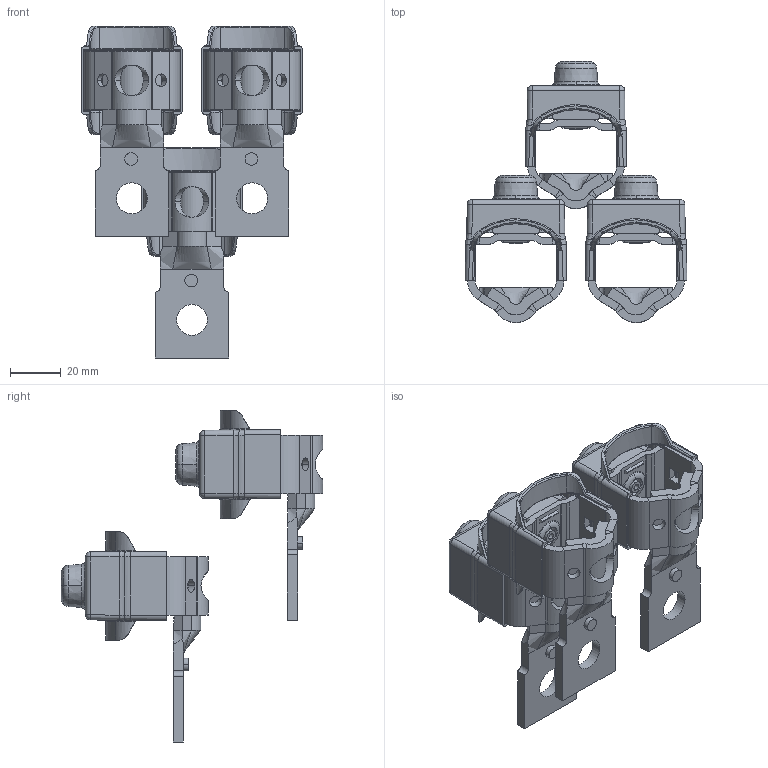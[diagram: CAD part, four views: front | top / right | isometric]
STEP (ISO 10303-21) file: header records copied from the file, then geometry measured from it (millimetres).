
FILE_DESCRIPTION((''),'2;1');
FILE_NAME('1SEB621779_ASM','2020-08-05T13:57:05',('FIALPRI1'),(''),'CREO PARAMETRIC BY PTC INC, 2019164','CREO PARAMETRIC BY PTC INC, 2019164','');
FILE_SCHEMA(('AUTOMOTIVE_DESIGN { 1 0 10303 214 1 1 1 1 }'));
Products named in the file (8): 1SEP408111_F; 1SEP621559R0001_B_857; 1SEP621559R0001_B_1175_AF0; 1SEP621559R0001_B_1594; 1SEP621559R0001_B_946; 1SEP621559R0001_B_ASM; 1SEP621630P0001_B; 1SEB621779_ASM
Assembly tree (13 placements, depth 3):
  1SEB621779_ASM
    1SEP408111_F  x3
    1SEP621559R0001_B_ASM  x3
      1SEP621559R0001_B_857
      1SEP621559R0001_B_1175_AF0
      1SEP621559R0001_B_1594
      1SEP621559R0001_B_946
    1SEP621630P0001_B  x3
Bounding box: 87.34 x 102.99 x 130.8 mm (x, y, z)
Volume: 63922.5 mm3; surface area: 75399 mm2
Topology: 15 solids, 21 shells, 5913 faces, 18324 edges, 12852 vertices
Faces by surface type: plane 2406, extrusion 2211, bspline 558, cylinder 552, cone 96, torus 78, sphere 12
Entity records: 109425 total; most frequent: CARTESIAN_POINT 39605, ORIENTED_EDGE 10398, DIRECTION 7121, PRESENTATION_STYLE_ASSIGNMENT 6158, STYLED_ITEM 6158, CURVE_STYLE 6151, EDGE_CURVE 5209, VECTOR 3920
